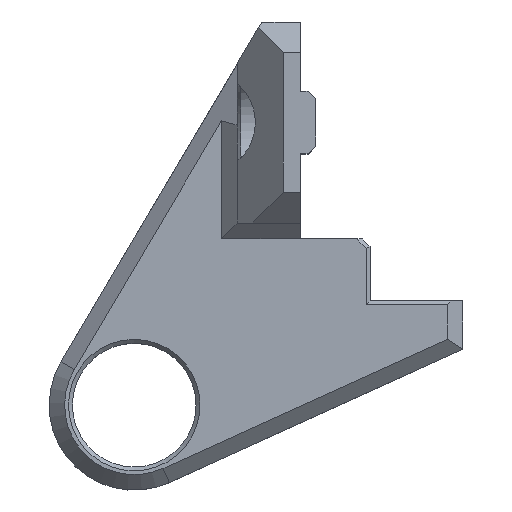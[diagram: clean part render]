
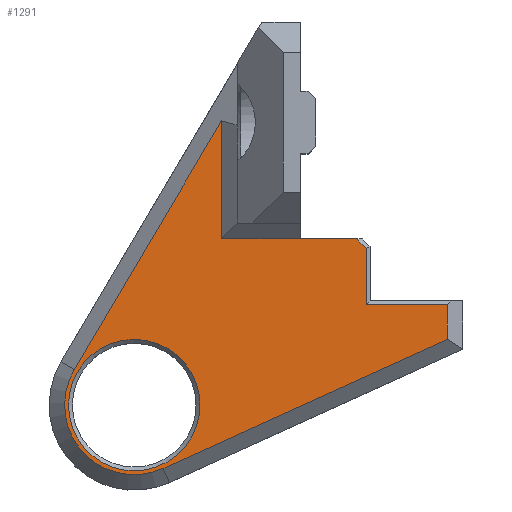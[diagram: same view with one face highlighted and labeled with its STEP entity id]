
A CAD part, top view. The second image highlights one B-rep face of the part: STEP entity #1291.
In plain terms, the highlighted planar face has unit normal (0, 0, 1).
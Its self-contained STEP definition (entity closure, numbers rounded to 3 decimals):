
#22=FACE_BOUND('',#528,.T.);
#57=LINE('',#1953,#219);
#58=LINE('',#1955,#220);
#59=LINE('',#1957,#221);
#60=LINE('',#1959,#222);
#61=LINE('',#1961,#223);
#62=LINE('',#1965,#224);
#63=LINE('',#1967,#225);
#64=LINE('',#1969,#226);
#65=LINE('',#1970,#227);
#219=VECTOR('',#1530,10.);
#220=VECTOR('',#1531,10.);
#221=VECTOR('',#1532,10.);
#222=VECTOR('',#1533,10.);
#223=VECTOR('',#1534,10.);
#224=VECTOR('',#1537,10.);
#225=VECTOR('',#1538,10.);
#226=VECTOR('',#1539,10.);
#227=VECTOR('',#1540,10.);
#358=PLANE('',#1387);
#424=CIRCLE('',#1386,8.5);
#425=CIRCLE('',#1388,9.);
#452=FACE_OUTER_BOUND('',#527,.T.);
#527=EDGE_LOOP('',(#971,#972,#973,#974,#975,#976,#977,#978,#979,#980));
#528=EDGE_LOOP('',(#981));
#632=VERTEX_POINT('',#1947);
#633=VERTEX_POINT('',#1951);
#634=VERTEX_POINT('',#1952);
#635=VERTEX_POINT('',#1954);
#636=VERTEX_POINT('',#1956);
#637=VERTEX_POINT('',#1958);
#638=VERTEX_POINT('',#1960);
#639=VERTEX_POINT('',#1962);
#640=VERTEX_POINT('',#1964);
#641=VERTEX_POINT('',#1966);
#642=VERTEX_POINT('',#1968);
#760=EDGE_CURVE('',#632,#632,#424,.T.);
#761=EDGE_CURVE('',#633,#634,#57,.T.);
#762=EDGE_CURVE('',#635,#634,#58,.T.);
#763=EDGE_CURVE('',#635,#636,#59,.T.);
#764=EDGE_CURVE('',#636,#637,#60,.T.);
#765=EDGE_CURVE('',#637,#638,#61,.T.);
#766=EDGE_CURVE('',#638,#639,#425,.T.);
#767=EDGE_CURVE('',#639,#640,#62,.T.);
#768=EDGE_CURVE('',#640,#641,#63,.T.);
#769=EDGE_CURVE('',#641,#642,#64,.T.);
#770=EDGE_CURVE('',#642,#633,#65,.T.);
#971=ORIENTED_EDGE('',*,*,#761,.T.);
#972=ORIENTED_EDGE('',*,*,#762,.F.);
#973=ORIENTED_EDGE('',*,*,#763,.T.);
#974=ORIENTED_EDGE('',*,*,#764,.T.);
#975=ORIENTED_EDGE('',*,*,#765,.T.);
#976=ORIENTED_EDGE('',*,*,#766,.T.);
#977=ORIENTED_EDGE('',*,*,#767,.T.);
#978=ORIENTED_EDGE('',*,*,#768,.T.);
#979=ORIENTED_EDGE('',*,*,#769,.T.);
#980=ORIENTED_EDGE('',*,*,#770,.T.);
#981=ORIENTED_EDGE('',*,*,#760,.T.);
#1291=ADVANCED_FACE('',(#452,#22),#358,.T.);
#1386=AXIS2_PLACEMENT_3D('',#1949,#1526,#1527);
#1387=AXIS2_PLACEMENT_3D('',#1950,#1528,#1529);
#1388=AXIS2_PLACEMENT_3D('',#1963,#1535,#1536);
#1526=DIRECTION('center_axis',(0.,0.,-1.));
#1527=DIRECTION('ref_axis',(-1.,0.,0.));
#1528=DIRECTION('center_axis',(0.,0.,1.));
#1529=DIRECTION('ref_axis',(-1.,0.,0.));
#1530=DIRECTION('',(-0.707,0.707,0.));
#1531=DIRECTION('',(1.,0.,0.));
#1532=DIRECTION('',(-1.,0.,0.));
#1533=DIRECTION('',(0.,1.,0.));
#1534=DIRECTION('',(-0.509,-0.861,0.));
#1535=DIRECTION('center_axis',(0.,0.,1.));
#1536=DIRECTION('ref_axis',(-0.861,0.509,0.));
#1537=DIRECTION('',(0.91,0.414,0.));
#1538=DIRECTION('',(0.,1.,0.));
#1539=DIRECTION('',(-1.,0.,0.));
#1540=DIRECTION('',(0.,1.,0.));
#1947=CARTESIAN_POINT('',(28.5,0.,8.));
#1949=CARTESIAN_POINT('Origin',(20.,0.,8.));
#1950=CARTESIAN_POINT('Origin',(35.75,19.25,8.));
#1951=CARTESIAN_POINT('',(50.,20.293,8.));
#1952=CARTESIAN_POINT('',(48.793,21.5,8.));
#1953=CARTESIAN_POINT('',(46.521,23.771,8.));
#1954=CARTESIAN_POINT('',(41.5,21.5,8.));
#1955=CARTESIAN_POINT('',(41.5,21.5,8.));
#1956=CARTESIAN_POINT('',(31.3,21.5,8.));
#1957=CARTESIAN_POINT('',(38.625,21.5,8.));
#1958=CARTESIAN_POINT('',(31.3,36.781,8.));
#1959=CARTESIAN_POINT('',(31.3,21.375,8.));
#1960=CARTESIAN_POINT('',(12.254,4.582,8.));
#1961=CARTESIAN_POINT('',(31.496,37.113,8.));
#1962=CARTESIAN_POINT('',(23.723,-8.194,8.));
#1963=CARTESIAN_POINT('Origin',(20.,0.,8.));
#1964=CARTESIAN_POINT('',(60.5,8.516,8.));
#1965=CARTESIAN_POINT('',(33.875,-3.581,8.));
#1966=CARTESIAN_POINT('',(60.5,13.,8.));
#1967=CARTESIAN_POINT('',(60.5,13.239,8.));
#1968=CARTESIAN_POINT('',(50.,13.,8.));
#1969=CARTESIAN_POINT('',(49.125,13.,8.));
#1970=CARTESIAN_POINT('',(50.,16.375,8.));
